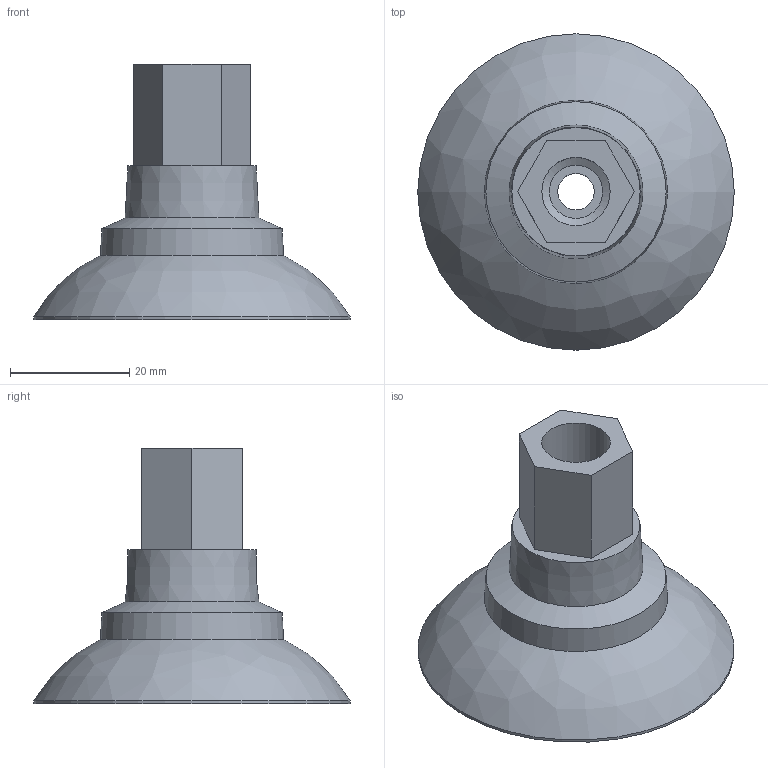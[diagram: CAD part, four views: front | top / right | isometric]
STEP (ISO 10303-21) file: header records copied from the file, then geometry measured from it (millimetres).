
FILE_DESCRIPTION( ( 'STEP AP214' ), ' ' );
FILE_NAME( 'psolqas17502303412.stp', '2017-05-23T15:50:23', ( '' ), ( '' ), ' ', 'PARTsolutions', ' ' );
FILE_SCHEMA( ( 'AUTOMOTIVE_DESIGN { 1 0 10303 214 1 1 1 1 }' ) );
Length unit declared in the file: metre
Products named in the file (1): Importiert1
Bounding box: 53 x 53 x 42.75 mm (x, y, z)
Volume: 14128 mm3; surface area: 8428.2 mm2
Topology: 1 solids, 1 shells, 41 faces, 99 edges, 64 vertices
Faces by surface type: plane 30, cylinder 5, cone 4, bspline 2
Full cylindrical faces by diameter (mm): 6.1 x1, 9 x1, 11.45 x1, 27.5 x1, 53 x1
Entity records: 1522 total; most frequent: CARTESIAN_POINT 246, DIRECTION 194, ORIENTED_EDGE 174, EDGE_CURVE 87, AXIS2_PLACEMENT_3D 67, VERTEX_POINT 63, LINE 60, VECTOR 60
